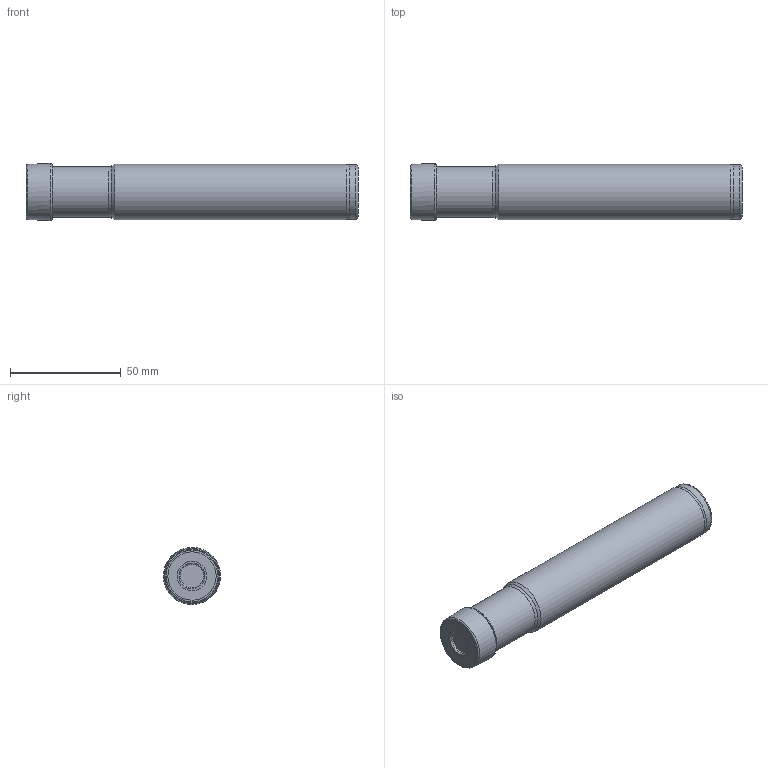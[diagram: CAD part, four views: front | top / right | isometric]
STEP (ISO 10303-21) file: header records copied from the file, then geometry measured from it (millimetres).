
FILE_DESCRIPTION(/* description */ (''),/* implementation_level */ '2;1');
FILE_NAME(/* name */ 'AEM90-AN11-D25-W25-L150-Z02.stp',/* time_stamp */ '2023-10-03T10:34:16+03:00',/* author */ (''),/* organization */ (''),/* preprocessor_version */ 'ST-DEVELOPER v19.4',/* originating_system */ 'SIEMENS PLM Software NX2306.3001',/* authorisation */ '');
FILE_SCHEMA (('AUTOMOTIVE_DESIGN { 1 0 10303 214 3 1 1 1 }'));
Length unit declared in the file: millimetre
Products named in the file (1): AEM90-AN11-D25-W25-L150-Z02
Bounding box: 150.06 x 25.8 x 25.81 mm (x, y, z)
Volume: 74580.4 mm3; surface area: 14369.9 mm2
Topology: 2 solids, 2 shells, 30 faces, 72 edges, 45 vertices
Faces by surface type: revolution 16, torus 5, cylinder 3, plane 3, cone 3
Full cylindrical faces by diameter (mm): 22.8 x1, 24.5 x1, 25 x1
Entity records: 780 total; most frequent: DIRECTION 126, CARTESIAN_POINT 105, EDGE_LOOP 58, ORIENTED_EDGE 58, FACE_BOUND 56, AXIS2_PLACEMENT_3D 50, CIRCLE 31, ADVANCED_FACE 30
